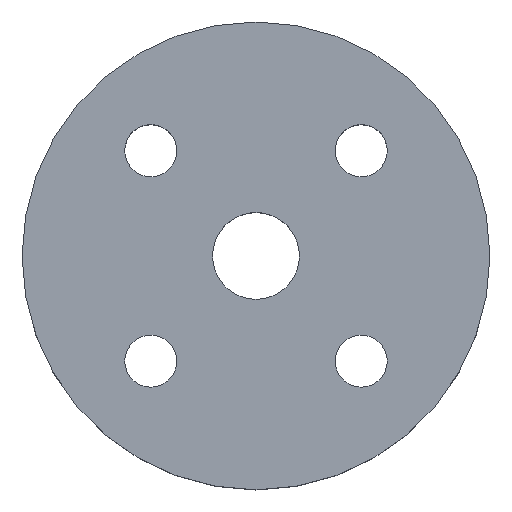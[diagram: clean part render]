
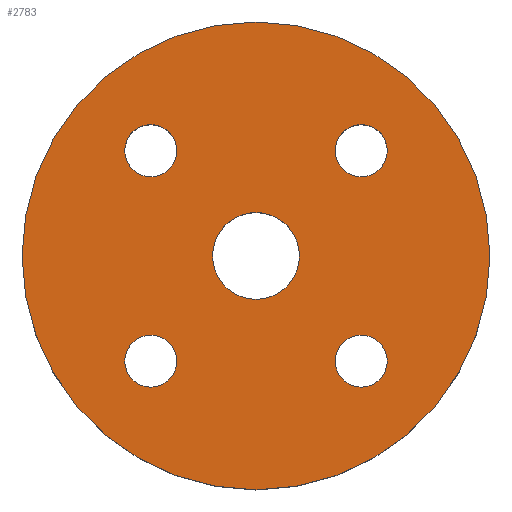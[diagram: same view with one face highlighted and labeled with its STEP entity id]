
A CAD part, top view. The second image highlights one B-rep face of the part: STEP entity #2783.
In plain terms, the highlighted planar face has unit normal (0, 0, 1).
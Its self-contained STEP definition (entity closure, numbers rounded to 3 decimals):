
#28=FACE_BOUND('',#335,.T.);
#29=FACE_BOUND('',#336,.T.);
#30=FACE_BOUND('',#337,.T.);
#31=FACE_BOUND('',#338,.T.);
#32=FACE_BOUND('',#339,.T.);
#40=PLANE('',#3236);
#185=FACE_OUTER_BOUND('',#334,.T.);
#334=EDGE_LOOP('',(#2476));
#335=EDGE_LOOP('',(#2477));
#336=EDGE_LOOP('',(#2478));
#337=EDGE_LOOP('',(#2479));
#338=EDGE_LOOP('',(#2480));
#339=EDGE_LOOP('',(#2481));
#904=CIRCLE('',#3085,2.1);
#906=CIRCLE('',#3088,2.1);
#908=CIRCLE('',#3091,2.1);
#910=CIRCLE('',#3094,3.5);
#912=CIRCLE('',#3097,2.1);
#916=CIRCLE('',#3235,18.863);
#1196=VERTEX_POINT('',#4820);
#1198=VERTEX_POINT('',#4826);
#1200=VERTEX_POINT('',#4832);
#1202=VERTEX_POINT('',#4838);
#1204=VERTEX_POINT('',#4844);
#1208=VERTEX_POINT('',#5120);
#1484=EDGE_CURVE('',#1196,#1196,#904,.T.);
#1487=EDGE_CURVE('',#1198,#1198,#906,.T.);
#1490=EDGE_CURVE('',#1200,#1200,#908,.T.);
#1493=EDGE_CURVE('',#1202,#1202,#910,.T.);
#1496=EDGE_CURVE('',#1204,#1204,#912,.T.);
#1635=EDGE_CURVE('',#1208,#1208,#916,.T.);
#2476=ORIENTED_EDGE('',*,*,#1635,.T.);
#2477=ORIENTED_EDGE('',*,*,#1484,.T.);
#2478=ORIENTED_EDGE('',*,*,#1487,.T.);
#2479=ORIENTED_EDGE('',*,*,#1490,.T.);
#2480=ORIENTED_EDGE('',*,*,#1493,.T.);
#2481=ORIENTED_EDGE('',*,*,#1496,.T.);
#2783=ADVANCED_FACE('',(#185,#28,#29,#30,#31,#32),#40,.T.);
#3085=AXIS2_PLACEMENT_3D('',#4821,#3803,#3804);
#3088=AXIS2_PLACEMENT_3D('',#4827,#3810,#3811);
#3091=AXIS2_PLACEMENT_3D('',#4833,#3817,#3818);
#3094=AXIS2_PLACEMENT_3D('',#4839,#3824,#3825);
#3097=AXIS2_PLACEMENT_3D('',#4845,#3831,#3832);
#3235=AXIS2_PLACEMENT_3D('',#5122,#4242,#4243);
#3236=AXIS2_PLACEMENT_3D('',#5123,#4244,#4245);
#3803=DIRECTION('center_axis',(0.,0.,-1.));
#3804=DIRECTION('ref_axis',(1.,0.,0.));
#3810=DIRECTION('center_axis',(0.,0.,-1.));
#3811=DIRECTION('ref_axis',(1.,0.,0.));
#3817=DIRECTION('center_axis',(0.,0.,-1.));
#3818=DIRECTION('ref_axis',(1.,0.,0.));
#3824=DIRECTION('center_axis',(0.,0.,-1.));
#3825=DIRECTION('ref_axis',(1.,0.,0.));
#3831=DIRECTION('center_axis',(0.,0.,-1.));
#3832=DIRECTION('ref_axis',(1.,0.,0.));
#4242=DIRECTION('center_axis',(0.,0.,1.));
#4243=DIRECTION('ref_axis',(1.,0.,0.));
#4244=DIRECTION('center_axis',(0.,0.,1.));
#4245=DIRECTION('ref_axis',(1.,0.,0.));
#4820=CARTESIAN_POINT('',(6.385,-8.485,4.5));
#4821=CARTESIAN_POINT('Origin',(8.485,-8.485,4.5));
#4826=CARTESIAN_POINT('',(6.385,8.485,4.5));
#4827=CARTESIAN_POINT('Origin',(8.485,8.485,4.5));
#4832=CARTESIAN_POINT('',(-10.585,-8.485,4.5));
#4833=CARTESIAN_POINT('Origin',(-8.485,-8.485,4.5));
#4838=CARTESIAN_POINT('',(-3.5,0.,4.5));
#4839=CARTESIAN_POINT('Origin',(0.,0.,4.5));
#4844=CARTESIAN_POINT('',(-10.585,8.485,4.5));
#4845=CARTESIAN_POINT('Origin',(-8.485,8.485,4.5));
#5120=CARTESIAN_POINT('',(18.863,0.,4.5));
#5122=CARTESIAN_POINT('Origin',(0.,0.,4.5));
#5123=CARTESIAN_POINT('Origin',(0.,0.,4.5));
